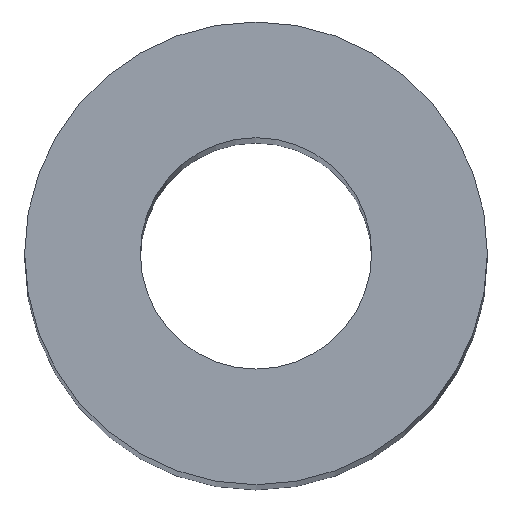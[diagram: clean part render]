
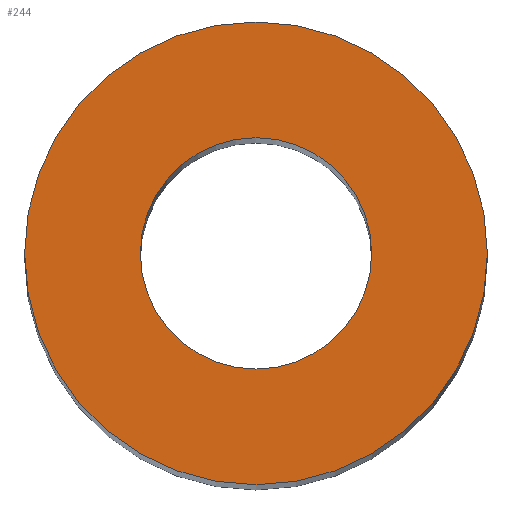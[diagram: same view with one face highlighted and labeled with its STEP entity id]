
A CAD part, top view. The second image highlights one B-rep face of the part: STEP entity #244.
In plain terms, the highlighted planar face has unit normal (0, 0, 1).
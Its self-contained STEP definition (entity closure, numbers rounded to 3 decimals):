
#5 = EDGE_CURVE ( 'NONE', #204, #14, #250, .T. ) ;
#14 = VERTEX_POINT ( 'NONE', #292 ) ;
#15 = EDGE_CURVE ( 'NONE', #14, #204, #166, .T. ) ;
#18 = CIRCLE ( 'NONE', #110, 1.5 ) ;
#23 = FACE_OUTER_BOUND ( 'NONE', #272, .T. ) ;
#32 = AXIS2_PLACEMENT_3D ( 'NONE', #103, #287, #158 ) ;
#35 = ORIENTED_EDGE ( 'NONE', *, *, #15, .T. ) ;
#57 = EDGE_CURVE ( 'NONE', #238, #246, #134, .T. ) ;
#60 = CARTESIAN_POINT ( 'NONE',  ( 0., 0., 0. ) ) ;
#62 = CARTESIAN_POINT ( 'NONE',  ( 1.5, 0., 0. ) ) ;
#74 = AXIS2_PLACEMENT_3D ( 'NONE', #132, #77, #85 ) ;
#77 = DIRECTION ( 'NONE',  ( 0., 0., 1. ) ) ;
#85 = DIRECTION ( 'NONE',  ( 1., 0., 0. ) ) ;
#103 = CARTESIAN_POINT ( 'NONE',  ( 0., 0., 0. ) ) ;
#104 = ORIENTED_EDGE ( 'NONE', *, *, #57, .F. ) ;
#108 = DIRECTION ( 'NONE',  ( 1., 0., 0. ) ) ;
#110 = AXIS2_PLACEMENT_3D ( 'NONE', #259, #138, #231 ) ;
#112 = DIRECTION ( 'NONE',  ( 0., 0., -1. ) ) ;
#130 = AXIS2_PLACEMENT_3D ( 'NONE', #299, #112, #205 ) ;
#132 = CARTESIAN_POINT ( 'NONE',  ( 0., 0., 0. ) ) ;
#134 = CIRCLE ( 'NONE', #74, 1.5 ) ;
#136 = EDGE_CURVE ( 'NONE', #246, #238, #18, .T. ) ;
#138 = DIRECTION ( 'NONE',  ( 0., 0., 1. ) ) ;
#146 = AXIS2_PLACEMENT_3D ( 'NONE', #60, #198, #108 ) ;
#158 = DIRECTION ( 'NONE',  ( 1., 0., 0. ) ) ;
#164 = CARTESIAN_POINT ( 'NONE',  ( 3., 0., 0. ) ) ;
#166 = CIRCLE ( 'NONE', #32, 3. ) ;
#176 = ORIENTED_EDGE ( 'NONE', *, *, #136, .F. ) ;
#185 = FACE_BOUND ( 'NONE', #284, .T. ) ;
#198 = DIRECTION ( 'NONE',  ( 0., 0., 1. ) ) ;
#204 = VERTEX_POINT ( 'NONE', #164 ) ;
#205 = DIRECTION ( 'NONE',  ( -1., 0., 0. ) ) ;
#213 = PLANE ( 'NONE',  #130 ) ;
#231 = DIRECTION ( 'NONE',  ( 1., 0., 0. ) ) ;
#238 = VERTEX_POINT ( 'NONE', #280 ) ;
#244 = ADVANCED_FACE ( 'NONE', ( #185, #23 ), #213, .F. ) ;
#246 = VERTEX_POINT ( 'NONE', #62 ) ;
#247 = ORIENTED_EDGE ( 'NONE', *, *, #5, .T. ) ;
#250 = CIRCLE ( 'NONE', #146, 3. ) ;
#259 = CARTESIAN_POINT ( 'NONE',  ( 0., 0., 0. ) ) ;
#272 = EDGE_LOOP ( 'NONE', ( #247, #35 ) ) ;
#280 = CARTESIAN_POINT ( 'NONE',  ( -1.5, 0., 0. ) ) ;
#284 = EDGE_LOOP ( 'NONE', ( #176, #104 ) ) ;
#287 = DIRECTION ( 'NONE',  ( 0., 0., 1. ) ) ;
#292 = CARTESIAN_POINT ( 'NONE',  ( -3., 0., 0. ) ) ;
#299 = CARTESIAN_POINT ( 'NONE',  ( -1.5, 0., 0. ) ) ;
